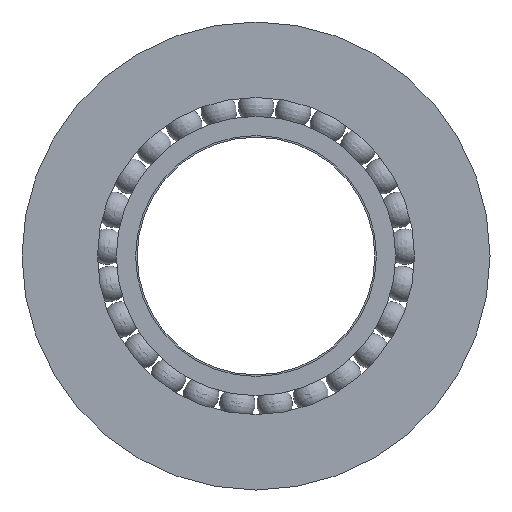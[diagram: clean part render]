
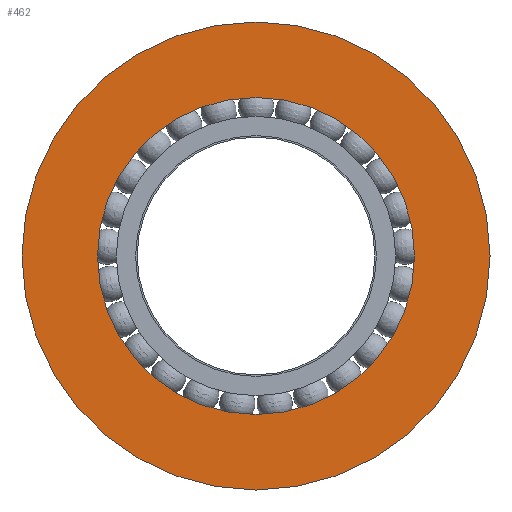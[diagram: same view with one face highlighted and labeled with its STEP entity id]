
A CAD part, left-side view. The second image highlights one B-rep face of the part: STEP entity #462.
In plain terms, the highlighted planar face has unit normal (-1, 0, 0).
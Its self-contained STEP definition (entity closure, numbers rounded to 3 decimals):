
#93=FACE_BOUND('',#150,.T.);
#98=PLANE('',#548);
#109=FACE_OUTER_BOUND('',#149,.T.);
#149=EDGE_LOOP('',(#372));
#150=EDGE_LOOP('',(#373));
#202=CIRCLE('',#538,31.);
#203=CIRCLE('',#540,21.);
#243=VERTEX_POINT('',#789);
#244=VERTEX_POINT('',#793);
#308=EDGE_CURVE('',#243,#243,#202,.T.);
#309=EDGE_CURVE('',#244,#244,#203,.T.);
#372=ORIENTED_EDGE('',*,*,#308,.T.);
#373=ORIENTED_EDGE('',*,*,#309,.F.);
#462=ADVANCED_FACE('',(#109,#93),#98,.T.);
#538=AXIS2_PLACEMENT_3D('',#791,#623,#624);
#540=AXIS2_PLACEMENT_3D('',#794,#627,#628);
#548=AXIS2_PLACEMENT_3D('',#807,#645,#646);
#623=DIRECTION('center_axis',(-1.,0.,0.));
#624=DIRECTION('ref_axis',(0.,-1.,0.));
#627=DIRECTION('center_axis',(-1.,0.,0.));
#628=DIRECTION('ref_axis',(0.,0.,1.));
#645=DIRECTION('center_axis',(-1.,0.,0.));
#646=DIRECTION('ref_axis',(0.,0.,1.));
#789=CARTESIAN_POINT('',(-2.5,31.,0.));
#791=CARTESIAN_POINT('Origin',(-2.5,0.,0.));
#793=CARTESIAN_POINT('',(-2.5,0.,-21.));
#794=CARTESIAN_POINT('Origin',(-2.5,0.,0.));
#807=CARTESIAN_POINT('Origin',(-2.5,0.,21.));
